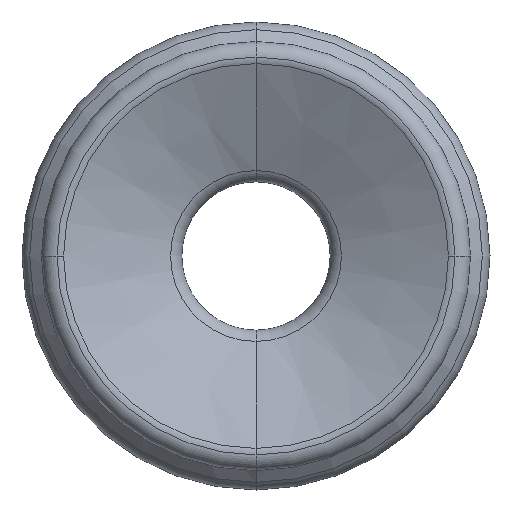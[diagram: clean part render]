
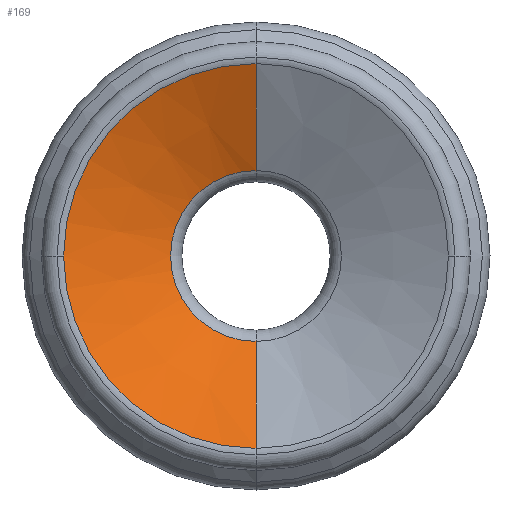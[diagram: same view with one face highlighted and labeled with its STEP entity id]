
A CAD part, front view. The second image highlights one B-rep face of the part: STEP entity #169.
In plain terms, the highlighted conical face has half-angle 65.333 degrees and reference radius 4.933 mm.
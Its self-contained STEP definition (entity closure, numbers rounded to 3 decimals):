
#169=ADVANCED_FACE('',(#413),#414,.F.);
#413=FACE_OUTER_BOUND('',#737,.T.);
#414=CONICAL_SURFACE('',#738,4.933,1.14);
#737=EDGE_LOOP('',(#3899,#3900,#3901,#3902,#3903));
#738=AXIS2_PLACEMENT_3D('',#3904,#3905,#3906);
#3899=ORIENTED_EDGE('',*,*,#4584,.T.);
#3900=ORIENTED_EDGE('',*,*,#4621,.T.);
#3901=ORIENTED_EDGE('',*,*,#4622,.F.);
#3902=ORIENTED_EDGE('',*,*,#4623,.F.);
#3903=ORIENTED_EDGE('',*,*,#4624,.F.);
#3904=CARTESIAN_POINT('',(0.0,-16.364,0.0));
#3905=DIRECTION('',(0.0,-1.0,-0.0));
#3906=DIRECTION('',(0.0,0.0,-1.0));
#4584=EDGE_CURVE('',#4949,#4953,#4955,.T.);
#4621=EDGE_CURVE('',#4953,#5006,#5007,.T.);
#4622=EDGE_CURVE('',#5008,#5006,#5009,.T.);
#4623=EDGE_CURVE('',#4936,#5008,#5010,.T.);
#4624=EDGE_CURVE('',#4949,#4936,#5011,.T.);
#4936=VERTEX_POINT('',#5431);
#4949=VERTEX_POINT('',#5444);
#4953=VERTEX_POINT('',#5448);
#4955=CIRCLE('',#5450,2.191);
#5006=VERTEX_POINT('',#5509);
#5007=LINE('',#5510,#5511);
#5008=VERTEX_POINT('',#5512);
#5009=CIRCLE('',#5513,4.933);
#5010=CIRCLE('',#5514,4.933);
#5011=LINE('',#5515,#5516);
#5431=CARTESIAN_POINT('',(0.0,-16.364,-4.933));
#5444=CARTESIAN_POINT('',(0.0,-15.104,-2.191));
#5448=CARTESIAN_POINT('',(0.,-15.104,2.191));
#5450=AXIS2_PLACEMENT_3D('',#7194,#7195,#7196);
#5509=CARTESIAN_POINT('',(0.0,-16.364,4.933));
#5510=CARTESIAN_POINT('',(0.,-16.364,4.933));
#5511=VECTOR('',#7259,1000.0);
#5512=CARTESIAN_POINT('',(-4.933,-16.364,0.0));
#5513=AXIS2_PLACEMENT_3D('',#7260,#7261,#7262);
#5514=AXIS2_PLACEMENT_3D('',#7263,#7264,#7265);
#5515=CARTESIAN_POINT('',(0.0,-16.364,-4.933));
#5516=VECTOR('',#7266,1000.0);
#7194=CARTESIAN_POINT('',(0.0,-15.104,0.0));
#7195=DIRECTION('',(0.0,1.0,0.0));
#7196=DIRECTION('',(0.0,0.0,1.0));
#7259=DIRECTION('',(0.,-0.417,0.909));
#7260=CARTESIAN_POINT('',(0.0,-16.364,0.0));
#7261=DIRECTION('',(0.0,1.0,0.0));
#7262=DIRECTION('',(0.0,0.0,1.0));
#7263=CARTESIAN_POINT('',(0.0,-16.364,0.0));
#7264=DIRECTION('',(0.0,1.0,0.0));
#7265=DIRECTION('',(0.0,0.0,1.0));
#7266=DIRECTION('',(0.0,-0.417,-0.909));
